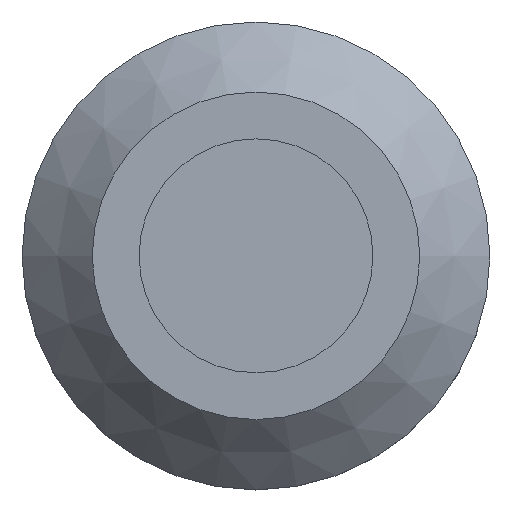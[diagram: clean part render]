
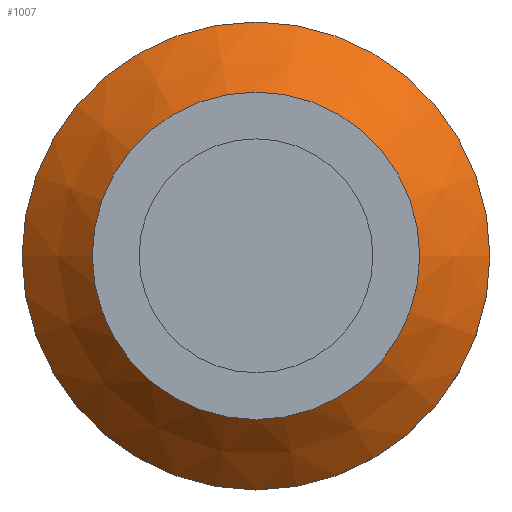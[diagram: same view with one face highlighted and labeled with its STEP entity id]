
A CAD part, top view. The second image highlights one B-rep face of the part: STEP entity #1007.
In plain terms, the highlighted conical face has half-angle 45 degrees and reference radius 2.8 mm.
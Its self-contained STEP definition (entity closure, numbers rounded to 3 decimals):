
#16=CONICAL_SURFACE('',#1096,2.8,0.785);
#170=FACE_OUTER_BOUND('',#232,.T.);
#232=EDGE_LOOP('',(#785,#786,#787,#788));
#284=LINE('',#11558,#332);
#332=VECTOR('',#1277,2.8);
#347=CIRCLE('',#1090,4.);
#348=CIRCLE('',#1092,2.8);
#443=VERTEX_POINT('',#11547);
#444=VERTEX_POINT('',#11551);
#583=EDGE_CURVE('',#443,#443,#347,.F.);
#584=EDGE_CURVE('',#444,#444,#348,.T.);
#587=EDGE_CURVE('',#443,#444,#284,.T.);
#785=ORIENTED_EDGE('',*,*,#583,.F.);
#786=ORIENTED_EDGE('',*,*,#587,.T.);
#787=ORIENTED_EDGE('',*,*,#584,.F.);
#788=ORIENTED_EDGE('',*,*,#587,.F.);
#1007=ADVANCED_FACE('',(#170),#16,.T.);
#1090=AXIS2_PLACEMENT_3D('',#11549,#1263,#1264);
#1092=AXIS2_PLACEMENT_3D('',#11552,#1267,#1268);
#1096=AXIS2_PLACEMENT_3D('',#11557,#1275,#1276);
#1263=DIRECTION('center_axis',(0.,0.,1.));
#1264=DIRECTION('ref_axis',(1.,0.,0.));
#1267=DIRECTION('center_axis',(0.,0.,1.));
#1268=DIRECTION('ref_axis',(1.,0.,0.));
#1275=DIRECTION('center_axis',(0.,0.,-1.));
#1276=DIRECTION('ref_axis',(-1.,0.,0.));
#1277=DIRECTION('',(-0.707,0.,0.707));
#11547=CARTESIAN_POINT('',(4.,0.,1.3));
#11549=CARTESIAN_POINT('Origin',(0.,0.,1.3));
#11551=CARTESIAN_POINT('',(2.8,0.,2.5));
#11552=CARTESIAN_POINT('Origin',(0.,0.,2.5));
#11557=CARTESIAN_POINT('Origin',(0.,0.,2.5));
#11558=CARTESIAN_POINT('',(2.8,0.,2.5));
